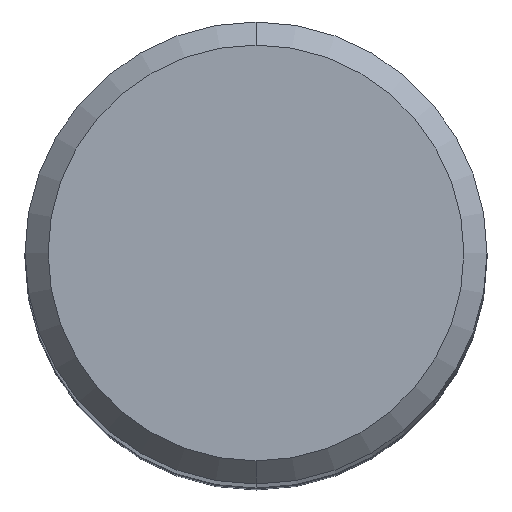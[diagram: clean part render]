
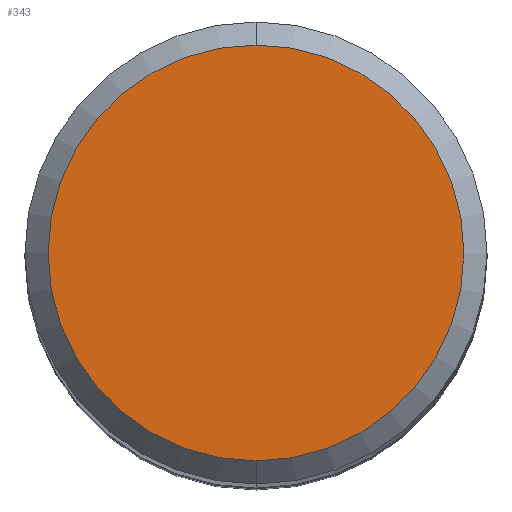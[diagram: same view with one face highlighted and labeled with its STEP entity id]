
A CAD part, top view. The second image highlights one B-rep face of the part: STEP entity #343.
In plain terms, the highlighted planar face has unit normal (0, 0, 1).
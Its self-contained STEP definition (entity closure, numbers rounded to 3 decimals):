
#211=VERTEX_POINT('',#536);
#263=EDGE_CURVE('',#211,#393,#591,.T.);
#343=ADVANCED_FACE('',(#678),#679,.T.);
#393=VERTEX_POINT('',#733);
#459=EDGE_CURVE('',#393,#211,#808,.T.);
#536=CARTESIAN_POINT('',(0.,-3.6,0.0));
#591=CIRCLE('',#1074,3.6);
#678=FACE_OUTER_BOUND('',#1226,.T.);
#679=PLANE('',#1227);
#733=CARTESIAN_POINT('',(0.0,3.6,0.0));
#808=CIRCLE('',#1465,3.6);
#1074=AXIS2_PLACEMENT_3D('',#1590,#1591,#1592);
#1226=EDGE_LOOP('',(#1687,#1688));
#1227=AXIS2_PLACEMENT_3D('',#1689,#1690,#1691);
#1465=AXIS2_PLACEMENT_3D('',#1853,#1854,#1855);
#1590=CARTESIAN_POINT('',(0.0,0.0,0.0));
#1591=DIRECTION('',(0.0,0.0,-1.0));
#1592=DIRECTION('',(0.0,1.0,0.0));
#1687=ORIENTED_EDGE('',*,*,#459,.F.);
#1688=ORIENTED_EDGE('',*,*,#263,.F.);
#1689=CARTESIAN_POINT('',(0.0,1.8,0.0));
#1690=DIRECTION('',(-0.0,0.0,1.0));
#1691=DIRECTION('',(0.0,-1.0,0.0));
#1853=CARTESIAN_POINT('',(0.0,0.0,0.0));
#1854=DIRECTION('',(0.0,0.0,-1.0));
#1855=DIRECTION('',(0.0,1.0,0.0));
